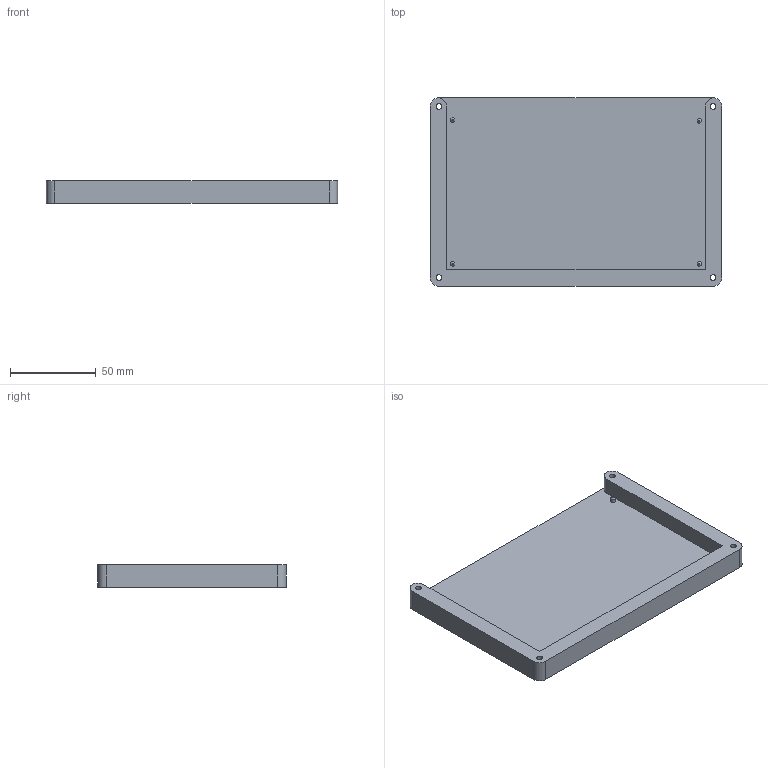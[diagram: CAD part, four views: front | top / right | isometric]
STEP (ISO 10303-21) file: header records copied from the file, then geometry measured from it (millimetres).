
FILE_DESCRIPTION(/* description */ (''),/* implementation_level */ '2;1');
FILE_NAME(/* name */ 'FloppySquare Base.step',/* time_stamp */ '2025-07-31T20:24:35-07:00',/* author */ (''),/* organization */ (''),/* preprocessor_version */ 'ST-DEVELOPER v20.1',/* originating_system */ 'Autodesk Translation Framework v14.10.0.0',/* authorisation */ '');
FILE_SCHEMA (('AUTOMOTIVE_DESIGN { 1 0 10303 214 3 1 1 }'));
Length unit declared in the file: millimetre
Products named in the file (2): 2025-07-31-18-04-11-539; 2025-07-31-18-07-05-915
Assembly tree (1 placements, depth 2):
  2025-07-31-18-04-11-539
    2025-07-31-18-07-05-915
Bounding box: 170 x 110 x 13 mm (x, y, z)
Volume: 90304.3 mm3; surface area: 47156.2 mm2
Topology: 1 solids, 1 shells, 40 faces, 84 edges, 54 vertices
Faces by surface type: cylinder 18, plane 18, bspline 4
Full cylindrical faces by diameter (mm): 2.5 x4, 3.4 x4, 6 x4
Entity records: 1241 total; most frequent: CARTESIAN_POINT 285, DIRECTION 206, ORIENTED_EDGE 168, EDGE_CURVE 84, AXIS2_PLACEMENT_3D 83, EDGE_LOOP 56, VERTEX_POINT 54, CIRCLE 44
